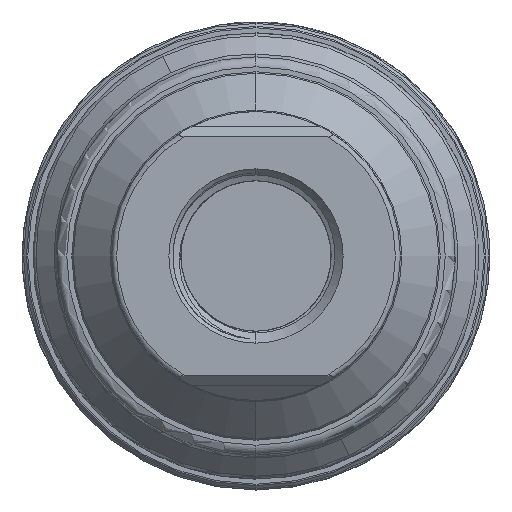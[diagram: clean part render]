
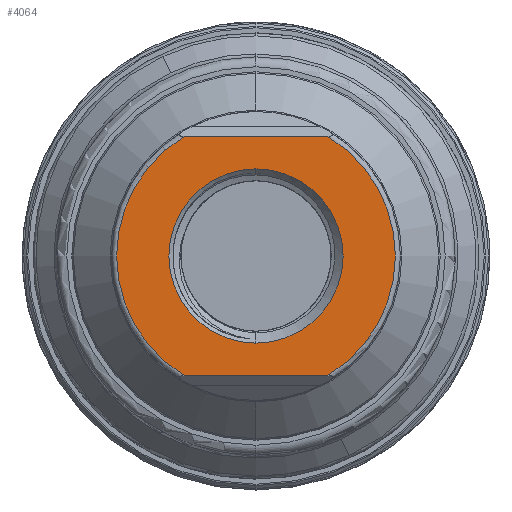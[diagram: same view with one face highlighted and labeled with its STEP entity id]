
A CAD part, left-side view. The second image highlights one B-rep face of the part: STEP entity #4064.
In plain terms, the highlighted planar face has unit normal (-1, 0, 0).
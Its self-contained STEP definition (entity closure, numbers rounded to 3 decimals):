
#35 = FACE_BOUND ( 'NONE', #16223, .T. ) ;
#621 = VERTEX_POINT ( 'NONE', #8479 ) ;
#828 = VECTOR ( 'NONE', #13892, 1000. ) ;
#1157 = VERTEX_POINT ( 'NONE', #6099 ) ;
#1287 = PLANE ( 'NONE',  #6433 ) ;
#1463 = FACE_OUTER_BOUND ( 'NONE', #13638, .T. ) ;
#1768 = CARTESIAN_POINT ( 'NONE',  ( -131.556, 400., 12. ) ) ;
#2111 = CARTESIAN_POINT ( 'NONE',  ( -131.556, 400., -8.75 ) ) ;
#2459 = ORIENTED_EDGE ( 'NONE', *, *, #15662, .T. ) ;
#2886 = DIRECTION ( 'NONE',  ( 0., 0., 1. ) ) ;
#3046 = EDGE_CURVE ( 'NONE', #14244, #621, #10265, .T. ) ;
#3681 = DIRECTION ( 'NONE',  ( 0., -1., 0. ) ) ;
#3695 = EDGE_CURVE ( 'NONE', #4682, #14244, #3898, .T. ) ;
#3898 = CIRCLE ( 'NONE', #9835, 14. ) ;
#3947 = DIRECTION ( 'NONE',  ( -1., 0., 0. ) ) ;
#3960 = CARTESIAN_POINT ( 'NONE',  ( -131.556, 400., 0. ) ) ;
#4064 = ADVANCED_FACE ( 'NONE', ( #35, #1463 ), #1287, .T. ) ;
#4397 = DIRECTION ( 'NONE',  ( -1., 0., 0. ) ) ;
#4682 = VERTEX_POINT ( 'NONE', #9896 ) ;
#4787 = CARTESIAN_POINT ( 'NONE',  ( -131.556, 400., 0. ) ) ;
#4871 = CIRCLE ( 'NONE', #11112, 14. ) ;
#5398 = ORIENTED_EDGE ( 'NONE', *, *, #12044, .T. ) ;
#5403 = CIRCLE ( 'NONE', #12221, 8.75 ) ;
#5479 = ORIENTED_EDGE ( 'NONE', *, *, #3046, .T. ) ;
#6099 = CARTESIAN_POINT ( 'NONE',  ( -131.556, 392.789, 12. ) ) ;
#6433 = AXIS2_PLACEMENT_3D ( 'NONE', #12105, #3947, #2886 ) ;
#6697 = EDGE_CURVE ( 'NONE', #1157, #4682, #7336, .T. ) ;
#7336 = LINE ( 'NONE', #1768, #828 ) ;
#8106 = CARTESIAN_POINT ( 'NONE',  ( -131.556, 400., 0. ) ) ;
#8479 = CARTESIAN_POINT ( 'NONE',  ( -131.556, 392.789, -12. ) ) ;
#9100 = DIRECTION ( 'NONE',  ( 1., 0., 0. ) ) ;
#9273 = DIRECTION ( 'NONE',  ( 0., 0., 1. ) ) ;
#9362 = DIRECTION ( 'NONE',  ( 1., 0., 0. ) ) ;
#9814 = DIRECTION ( 'NONE',  ( 0., 0., 1. ) ) ;
#9835 = AXIS2_PLACEMENT_3D ( 'NONE', #4787, #10214, #15610 ) ;
#9896 = CARTESIAN_POINT ( 'NONE',  ( -131.556, 407.211, 12. ) ) ;
#10214 = DIRECTION ( 'NONE',  ( -1., 0., 0. ) ) ;
#10265 = LINE ( 'NONE', #11681, #14347 ) ;
#10497 = VERTEX_POINT ( 'NONE', #17274 ) ;
#11112 = AXIS2_PLACEMENT_3D ( 'NONE', #16820, #4397, #9814 ) ;
#11681 = CARTESIAN_POINT ( 'NONE',  ( -131.556, 400., -12. ) ) ;
#12044 = EDGE_CURVE ( 'NONE', #10497, #16612, #5403, .T. ) ;
#12105 = CARTESIAN_POINT ( 'NONE',  ( -131.556, 400., 0. ) ) ;
#12221 = AXIS2_PLACEMENT_3D ( 'NONE', #8106, #9100, #9273 ) ;
#12499 = CIRCLE ( 'NONE', #16189, 8.75 ) ;
#13092 = ORIENTED_EDGE ( 'NONE', *, *, #3695, .T. ) ;
#13638 = EDGE_LOOP ( 'NONE', ( #17005, #13092, #5479, #16350 ) ) ;
#13892 = DIRECTION ( 'NONE',  ( 0., 1., 0. ) ) ;
#14244 = VERTEX_POINT ( 'NONE', #16540 ) ;
#14347 = VECTOR ( 'NONE', #3681, 1000. ) ;
#14776 = DIRECTION ( 'NONE',  ( 0., 0., 1. ) ) ;
#15610 = DIRECTION ( 'NONE',  ( 0., 0., 1. ) ) ;
#15662 = EDGE_CURVE ( 'NONE', #16612, #10497, #12499, .T. ) ;
#16189 = AXIS2_PLACEMENT_3D ( 'NONE', #3960, #9362, #14776 ) ;
#16223 = EDGE_LOOP ( 'NONE', ( #5398, #2459 ) ) ;
#16350 = ORIENTED_EDGE ( 'NONE', *, *, #16491, .T. ) ;
#16491 = EDGE_CURVE ( 'NONE', #621, #1157, #4871, .T. ) ;
#16540 = CARTESIAN_POINT ( 'NONE',  ( -131.556, 407.211, -12. ) ) ;
#16612 = VERTEX_POINT ( 'NONE', #2111 ) ;
#16820 = CARTESIAN_POINT ( 'NONE',  ( -131.556, 400., 0. ) ) ;
#17005 = ORIENTED_EDGE ( 'NONE', *, *, #6697, .T. ) ;
#17274 = CARTESIAN_POINT ( 'NONE',  ( -131.556, 400., 8.75 ) ) ;
